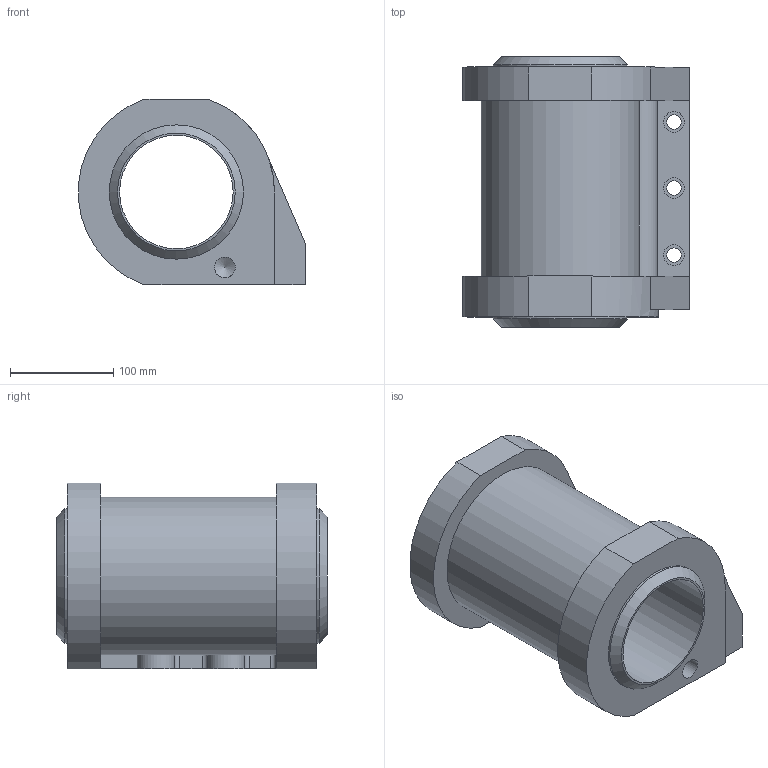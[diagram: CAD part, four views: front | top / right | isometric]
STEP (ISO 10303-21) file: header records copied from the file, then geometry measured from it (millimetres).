
FILE_DESCRIPTION(/* description */ (''),/* implementation_level */ '2;1');
FILE_NAME(/* name */ 'Part 078.stp',/* time_stamp */ '2015-02-24T15:05:53+02:00',/* author */ ('SFC'),/* organization */ (''),/* preprocessor_version */ 'ST-DEVELOPER v15.2',/* originating_system */ 'Autodesk Inventor 2014',/* authorisation */ '');
FILE_SCHEMA (('AUTOMOTIVE_DESIGN { 1 0 10303 214 3 1 1 }'));
Length unit declared in the file: millimetre
Products named in the file (1): Part 078
Bounding box: 219.67 x 262 x 180 mm (x, y, z)
Volume: 3586470.1 mm3; surface area: 349606.2 mm2
Topology: 1 solids, 1 shells, 70 faces, 184 edges, 120 vertices
Faces by surface type: cylinder 35, plane 28, cone 7
Full cylindrical faces by diameter (mm): 14 x3, 16 x3, 20 x7, 110 x1, 130 x2
Entity records: 2076 total; most frequent: DIRECTION 370, CARTESIAN_POINT 338, ORIENTED_EDGE 306, EDGE_CURVE 153, AXIS2_PLACEMENT_3D 146, VERTEX_POINT 114, EDGE_LOOP 111, LINE 78
